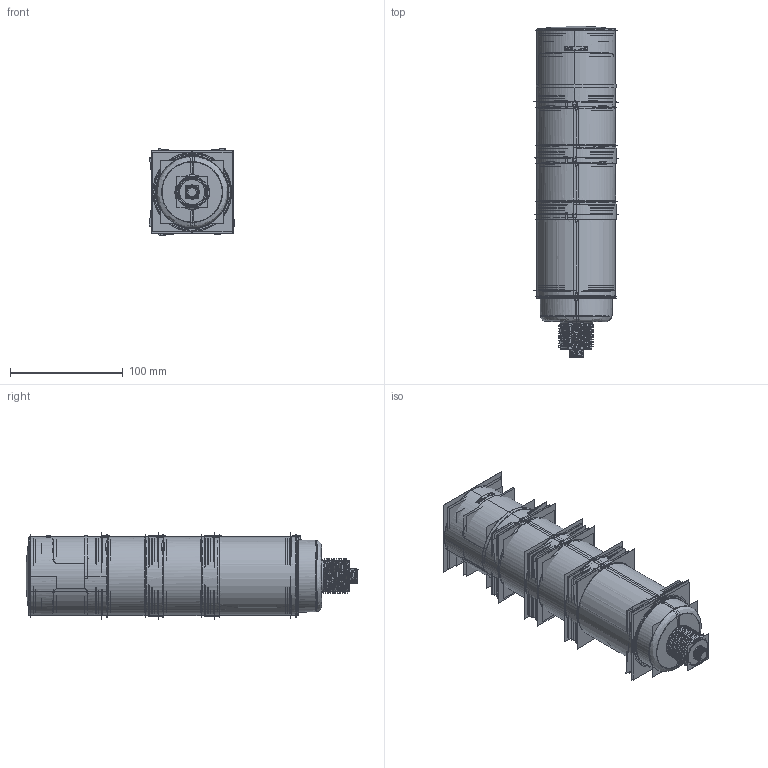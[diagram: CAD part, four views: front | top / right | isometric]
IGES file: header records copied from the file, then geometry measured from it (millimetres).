
Start section:  PTC IGES file: 191411.igs
Global section: file name: 191411.igs; native system: Creo Parametric by PTC Inc.; preprocessor: 2016260; author: PDMAdmin; organization: Unknown; date: 20161220.142929; units: millimetre
Bounding box: 76.13 x 294.22 x 77.54 mm (x, y, z)
Volume: 262280 mm3; surface area: 1342931.4 mm2
Topology: 10 solids, 13 shells, 5354 faces, 26384 edges, 32993 vertices
Faces by surface type: revolution 2754, bspline 2556, extrusion 44
